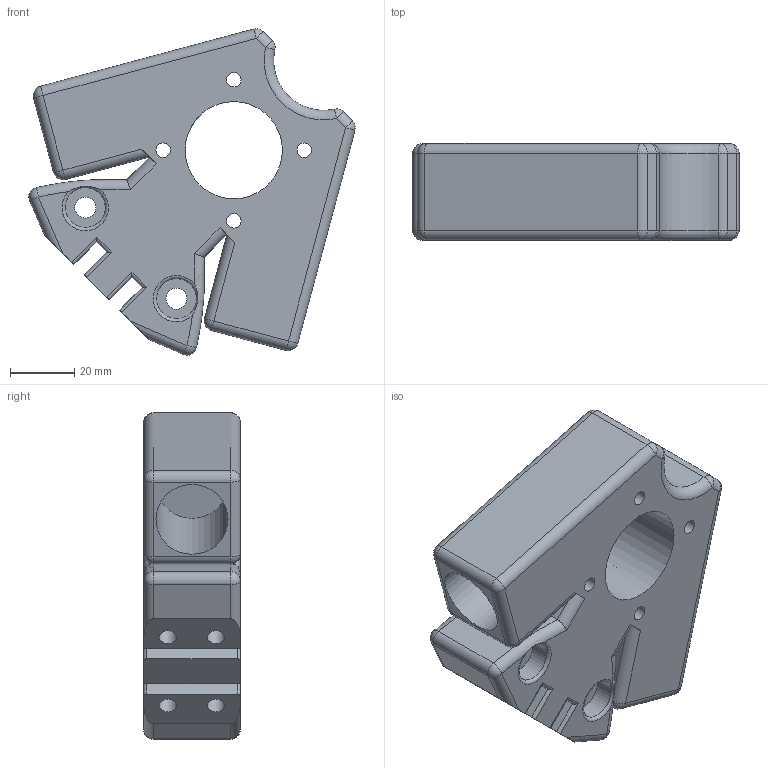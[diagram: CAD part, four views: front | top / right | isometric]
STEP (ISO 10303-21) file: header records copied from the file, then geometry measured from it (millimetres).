
FILE_DESCRIPTION(/* description */ ('','CAx-IF Rec.Pracs.---Representation and Presentation of Product Manufacturing Information (PMI)---4.0---2014-10-13'),/* implementation_level */ '2;1');
FILE_NAME(/* name */ 'middle_corner.step',/* time_stamp */ '2024-12-12T19:20:00+01:00',/* author */ (''),/* organization */ (''),/* preprocessor_version */ 'ST-DEVELOPER v20',/* originating_system */ 'Autodesk Translation Framework v13.20.0.188',/* authorisation */ '');
FILE_SCHEMA (('AP242_MANAGED_MODEL_BASED_3D_ENGINEERING_MIM_LF { 1 0 10303 442 1 1 4 }'));
Length unit declared in the file: millimetre
Products named in the file (2): middle_corner; MiddleCornerSolid
Assembly tree (1 placements, depth 2):
  middle_corner
    MiddleCornerSolid
Bounding box: 101.36 x 30 x 101.36 mm (x, y, z)
Volume: 143594.8 mm3; surface area: 38807.1 mm2
Topology: 1 solids, 1 shells, 150 faces, 336 edges, 199 vertices
Faces by surface type: cylinder 67, plane 54, sphere 20, torus 9
Full cylindrical faces by diameter (mm): 4.5 x4, 5.5 x4, 6.5 x2, 12.4 x4, 22.4 x2, 30.2 x1
Entity records: 4335 total; most frequent: CARTESIAN_POINT 818, DIRECTION 788, ORIENTED_EDGE 672, EDGE_CURVE 336, AXIS2_PLACEMENT_3D 312, VERTEX_POINT 199, EDGE_LOOP 175, LINE 164
